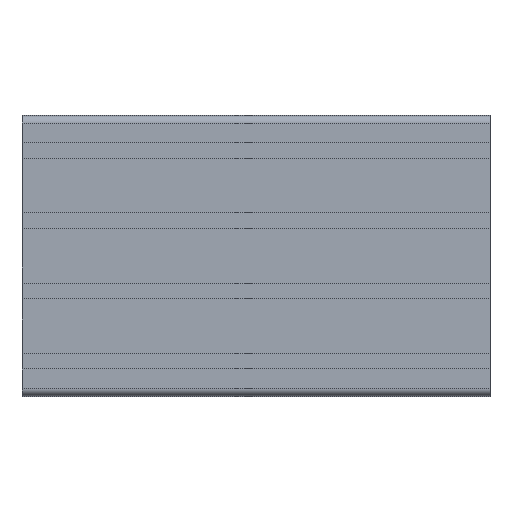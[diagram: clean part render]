
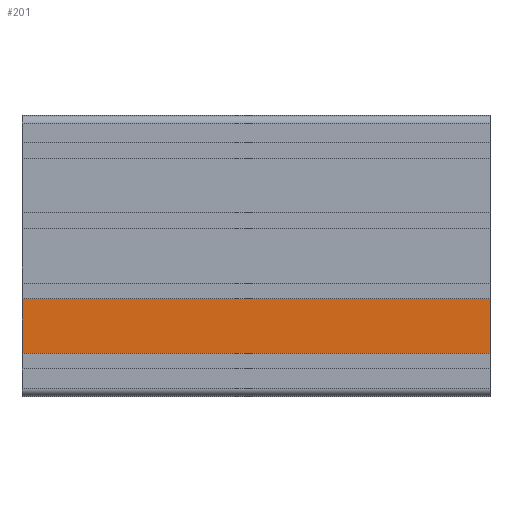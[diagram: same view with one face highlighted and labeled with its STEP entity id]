
A CAD part, top view. The second image highlights one B-rep face of the part: STEP entity #201.
In plain terms, the highlighted planar face has unit normal (0, 0, 1).
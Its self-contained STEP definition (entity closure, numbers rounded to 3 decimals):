
#201 = ADVANCED_FACE ( 'NONE', ( #923 ), #4255, .T. ) ;
#230 = EDGE_LOOP ( 'NONE', ( #650, #657, #655, #621 ) ) ;
#621 = ORIENTED_EDGE ( 'NONE', *, *, #2032, .F. ) ;
#650 = ORIENTED_EDGE ( 'NONE', *, *, #1801, .F. ) ;
#655 = ORIENTED_EDGE ( 'NONE', *, *, #1669, .F. ) ;
#657 = ORIENTED_EDGE ( 'NONE', *, *, #1779, .T. ) ;
#923 = FACE_OUTER_BOUND ( 'NONE', #230, .T. ) ;
#1151 = LINE ( 'NONE', #4545, #1152 ) ;
#1152 = VECTOR ( 'NONE', #4546, 1000. ) ;
#1357 = LINE ( 'NONE', #4766, #1366 ) ;
#1366 = VECTOR ( 'NONE', #4771, 1000. ) ;
#1409 = LINE ( 'NONE', #4815, #1410 ) ;
#1410 = VECTOR ( 'NONE', #4816, 1000. ) ;
#1669 = EDGE_CURVE ( 'NONE', #3581, #3556, #1151, .T. ) ;
#1779 = EDGE_CURVE ( 'NONE', #3605, #3556, #1357, .T. ) ;
#1801 = EDGE_CURVE ( 'NONE', #3605, #3639, #1409, .T. ) ;
#2032 = EDGE_CURVE ( 'NONE', #3639, #3581, #5910, .T. ) ;
#2404 = AXIS2_PLACEMENT_3D ( 'NONE', #4258, #4264, #4265 ) ;
#3556 = VERTEX_POINT ( 'NONE', #6771 ) ;
#3581 = VERTEX_POINT ( 'NONE', #6796 ) ;
#3605 = VERTEX_POINT ( 'NONE', #6820 ) ;
#3639 = VERTEX_POINT ( 'NONE', #6854 ) ;
#4255 = PLANE ( 'NONE',  #2404 ) ;
#4258 = CARTESIAN_POINT ( 'NONE',  ( -501.246, -27.5, 45. ) ) ;
#4264 = DIRECTION ( 'NONE',  ( 0., 0., 1. ) ) ;
#4265 = DIRECTION ( 'NONE',  ( 1., 0., 0. ) ) ;
#4545 = CARTESIAN_POINT ( 'NONE',  ( 0., -27.5, 45. ) ) ;
#4546 = DIRECTION ( 'NONE',  ( 0., -1., 0. ) ) ;
#4766 = CARTESIAN_POINT ( 'NONE',  ( -501.246, -62.5, 45. ) ) ;
#4771 = DIRECTION ( 'NONE',  ( 1., 0., 0. ) ) ;
#4815 = CARTESIAN_POINT ( 'NONE',  ( -300., -27.5, 45. ) ) ;
#4816 = DIRECTION ( 'NONE',  ( 0., 1., 0. ) ) ;
#5910 = LINE ( 'NONE', #6299, #5911 ) ;
#5911 = VECTOR ( 'NONE', #6300, 1000. ) ;
#6299 = CARTESIAN_POINT ( 'NONE',  ( -501.246, -27.5, 45. ) ) ;
#6300 = DIRECTION ( 'NONE',  ( 1., 0., 0. ) ) ;
#6771 = CARTESIAN_POINT ( 'NONE',  ( 0., -62.5, 45. ) ) ;
#6796 = CARTESIAN_POINT ( 'NONE',  ( 0., -27.5, 45. ) ) ;
#6820 = CARTESIAN_POINT ( 'NONE',  ( -300., -62.5, 45. ) ) ;
#6854 = CARTESIAN_POINT ( 'NONE',  ( -300., -27.5, 45. ) ) ;
